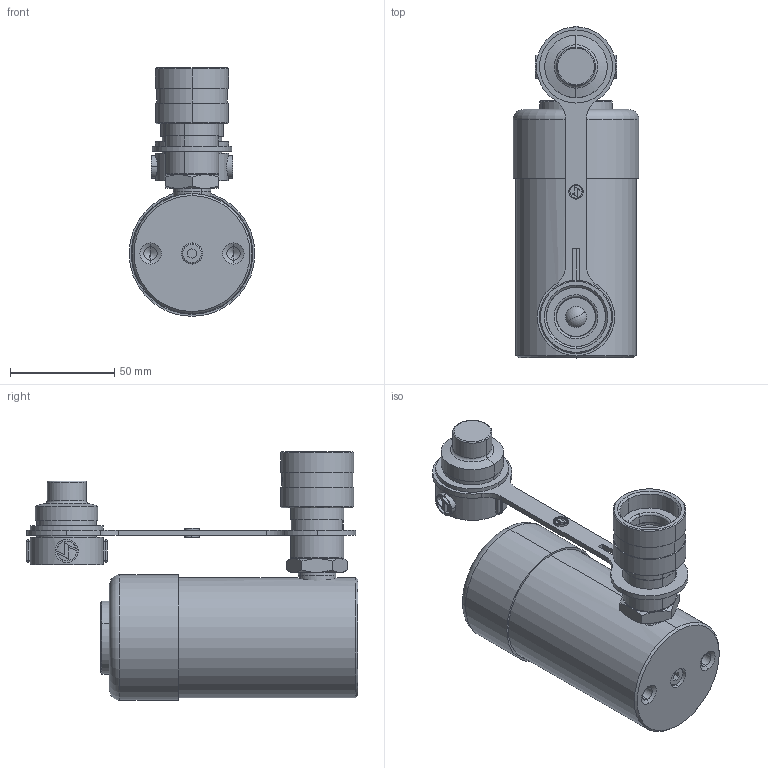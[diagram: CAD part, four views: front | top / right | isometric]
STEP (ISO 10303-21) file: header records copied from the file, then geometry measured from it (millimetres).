
FILE_DESCRIPTION (( 'STEP AP214' ), '1' );
FILE_NAME ('H1002.STEP', '2016-03-29T02:45:30', ( 'SF' ), ( '' ), 'SwSTEP 2.0', 'SolidWorks 2015', '' );
FILE_SCHEMA (( 'AUTOMOTIVE_DESIGN' ));
Length unit declared in the file: millimetre
Products named in the file (31): 512-2-0082-117_壓縮; H10-6-1802-200_H10-6-1801-200; 511-7-0141-101; H02-6-1005-109; H1002; 644-1-0060-200; 522-7-0428-106; H10-6-1216-106; H10-5-1204-204; H10-4-0202-209; H10-6-0202-201; H24-5-2100-102; H10-6-2100-102; H02-4-6003-108; 532-3-0060-100; H02-6-1006-101; 649-1-0060-306_649-1-0060-205; H02-6-1007-103; 542-7-0378-103; H02-4-6001-104; H10-5-1804-208; H02-6-1004-107; H10-6-2305-100; 573-7-0190-106; H10-3-4200-105; 511-7-0190-205; 511-7-0171-100_511-7-0053-104; 601-7-0014-013; H10-6-1103-105; H02-6-1003-206; H10-6-1202-206
Assembly tree (30 placements, depth 3):
  H1002
    H10-6-1802-200_H10-6-1801-200
    H10-6-1202-206
    H10-3-4200-105
      H10-6-1103-105
      511-7-0171-100_511-7-0053-104
    H10-6-2305-100
    H10-5-1804-208
    542-7-0378-103
    649-1-0060-306_649-1-0060-205
    532-3-0060-100
    H10-4-0202-209
      H10-6-2100-102
      H24-5-2100-102
      H10-6-0202-201
    H10-5-1204-204
    H10-6-1216-106
    522-7-0428-106
    644-1-0060-200
    H02-4-6001-104
      H02-6-1005-109
      511-7-0141-101
      512-2-0082-117_壓縮
      H02-6-1003-206
      601-7-0014-013
      511-7-0190-205
      573-7-0190-106
      H02-6-1004-107
    H02-4-6003-108
      H02-6-1007-103
      H02-6-1006-101
Bounding box: 60.2 x 158.9 x 119.15 mm (x, y, z)
Volume: 328707.6 mm3; surface area: 143569.2 mm2
Topology: 26 solids, 26 shells, 791 faces, 1849 edges, 1150 vertices
Faces by surface type: cylinder 269, plane 216, cone 151, bspline 86, torus 59, sphere 10
Entity records: 54751 total; most frequent: CARTESIAN_POINT 35071, DIRECTION 3722, ORIENTED_EDGE 3662, EDGE_CURVE 1831, AXIS2_PLACEMENT_3D 1494, VERTEX_POINT 1148, EDGE_LOOP 887, ADVANCED_FACE 791
